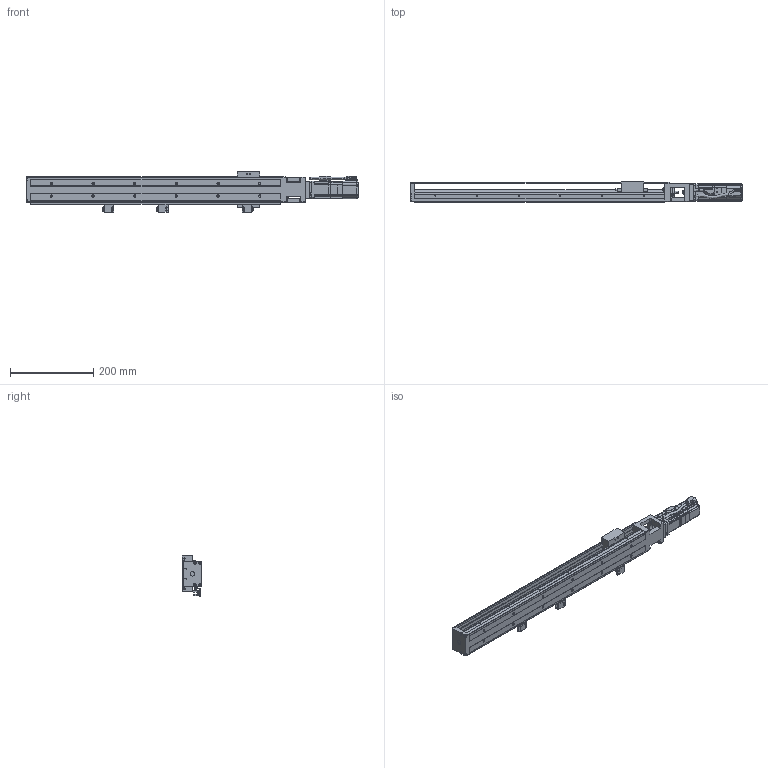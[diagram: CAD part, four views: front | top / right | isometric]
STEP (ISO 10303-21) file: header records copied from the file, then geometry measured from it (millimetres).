
FILE_DESCRIPTION((''),'2;1');
FILE_NAME('KK60-600A1-F2CS2M50-B_ASM','2015-06-13T',('Administrator'),(''),'PRO/ENGINEER BY PARAMETRIC TECHNOLOGY CORPORATION, 2010180','PRO/ENGINEER BY PARAMETRIC TECHNOLOGY CORPORATION, 2010180','');
FILE_SCHEMA(('CONFIG_CONTROL_DESIGN'));
Products named in the file (29): KK60-RAIL_72; KK60-BLOCK_37; KK60-600A1-F0C_ASM_12_ASM; KK60-600A1-F0C_ASM; 600; EE-SX674-1_1; EE-SX674-2_2; EE-SX674-3_1; S2600_ASM; KK60-F2; PRT0001; PRT0002; PRT0003; ASM0001_ASM; 0013_43; PRT0004; PRT0005; PRT0006; PRT0007; 0014_31; PRT0008; PRT0009; 0015_7; PRT0010; PRT0011; ASM004_ASM_8_ASM; ASM008_ASM_4_ASM; AC50W-B_ASM; KK60-600A1-F2CS2M50-B_ASM
Assembly tree (39 placements, depth 6):
  KK60-600A1-F2CS2M50-B_ASM
    KK60-600A1-F0C_ASM
      KK60-600A1-F0C_ASM_12_ASM
        KK60-RAIL_72
        KK60-BLOCK_37
    S2600_ASM
      600
      EE-SX674-1_1
      EE-SX674-2_2
      EE-SX674-3_1
    KK60-F2
    AC50W-B_ASM
      ASM008_ASM_4_ASM
        ASM004_ASM_8_ASM
          PRT0001
          ASM0001_ASM
            PRT0002
            PRT0003
          0013_43
          PRT0004
          PRT0005
          PRT0006
          PRT0007
          0014_31
          PRT0008  x2
          PRT0009  x8
          0015_7
          PRT0010  x4
          PRT0011
Bounding box: 797 x 48 x 96.5 mm (x, y, z)
Volume: 1098037.9 mm3; surface area: 380789.4 mm2
Topology: 32 solids, 40 shells, 2254 faces, 5911 edges, 3853 vertices
Faces by surface type: plane 1250, cylinder 741, torus 96, cone 93, sphere 40, bspline 34
Entity records: 67180 total; most frequent: CARTESIAN_POINT 16786, DIRECTION 10454, ORIENTED_EDGE 10286, EDGE_CURVE 5143, AXIS2_PLACEMENT_3D 3636, VERTEX_POINT 3365, VECTOR 3182, LINE 3182
